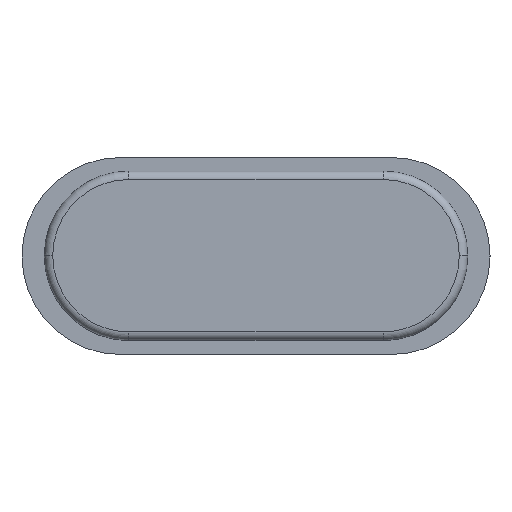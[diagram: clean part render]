
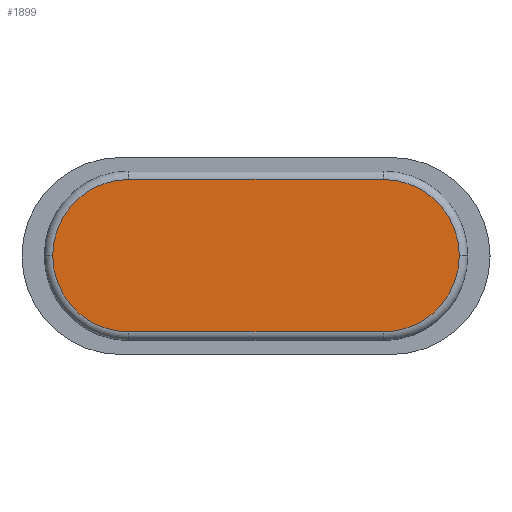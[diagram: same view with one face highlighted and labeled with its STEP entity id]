
A CAD part, top view. The second image highlights one B-rep face of the part: STEP entity #1899.
In plain terms, the highlighted planar face has unit normal (0, 0, 1).
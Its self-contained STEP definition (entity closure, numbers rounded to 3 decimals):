
#1899 = ADVANCED_FACE('',(#1900),#1914,.T.);
#1900 = FACE_BOUND('',#1901,.T.);
#1901 = EDGE_LOOP('',(#1902,#1925,#1946,#1967,#1983,#2004));
#1902 = ORIENTED_EDGE('',*,*,#1903,.F.);
#1903 = EDGE_CURVE('',#1904,#1906,#1908,.T.);
#1904 = VERTEX_POINT('',#1905);
#1905 = CARTESIAN_POINT('',(-0.56,1.8,4.1));
#1906 = VERTEX_POINT('',#1907);
#1907 = CARTESIAN_POINT('',(5.44,1.8,4.1));
#1908 = SURFACE_CURVE('',#1909,(#1913),.PCURVE_S1.);
#1909 = LINE('',#1910,#1911);
#1910 = CARTESIAN_POINT('',(-0.56,1.8,4.1));
#1911 = VECTOR('',#1912,1.);
#1912 = DIRECTION('',(1.,0.,0.));
#1913 = PCURVE('',#1914,#1919);
#1914 = PLANE('',#1915);
#1915 = AXIS2_PLACEMENT_3D('',#1916,#1917,#1918);
#1916 = CARTESIAN_POINT('',(-0.56,2.,4.1));
#1917 = DIRECTION('',(0.,0.,1.));
#1918 = DIRECTION('',(1.,0.,0.));
#1919 = DEFINITIONAL_REPRESENTATION('',(#1920),#1924);
#1920 = LINE('',#1921,#1922);
#1921 = CARTESIAN_POINT('',(0.,-0.2));
#1922 = VECTOR('',#1923,1.);
#1923 = DIRECTION('',(1.,0.));
#1924 = ( GEOMETRIC_REPRESENTATION_CONTEXT(2) 
PARAMETRIC_REPRESENTATION_CONTEXT() REPRESENTATION_CONTEXT('2D SPACE',''
  ) );
#1925 = ORIENTED_EDGE('',*,*,#1926,.F.);
#1926 = EDGE_CURVE('',#1927,#1904,#1929,.T.);
#1927 = VERTEX_POINT('',#1928);
#1928 = CARTESIAN_POINT('',(-2.36,0.,4.1));
#1929 = SURFACE_CURVE('',#1930,(#1935),.PCURVE_S1.);
#1930 = CIRCLE('',#1931,1.8);
#1931 = AXIS2_PLACEMENT_3D('',#1932,#1933,#1934);
#1932 = CARTESIAN_POINT('',(-0.56,0.,4.1));
#1933 = DIRECTION('',(0.,0.,-1.));
#1934 = DIRECTION('',(-1.,0.,0.));
#1935 = PCURVE('',#1914,#1936);
#1936 = DEFINITIONAL_REPRESENTATION('',(#1937),#1945);
#1937 = ( BOUNDED_CURVE() B_SPLINE_CURVE(2,(#1938,#1939,#1940,#1941,
#1942,#1943,#1944),.UNSPECIFIED.,.T.,.F.) B_SPLINE_CURVE_WITH_KNOTS((1,2
    ,2,2,2,1),(-2.094,0.,2.094,4.189,
6.283,8.378),.UNSPECIFIED.) CURVE() 
GEOMETRIC_REPRESENTATION_ITEM() RATIONAL_B_SPLINE_CURVE((1.,0.5,1.,0.5,
1.,0.5,1.)) REPRESENTATION_ITEM('') );
#1938 = CARTESIAN_POINT('',(-1.8,-2.));
#1939 = CARTESIAN_POINT('',(-1.8,1.118));
#1940 = CARTESIAN_POINT('',(0.9,-0.441));
#1941 = CARTESIAN_POINT('',(3.6,-2.));
#1942 = CARTESIAN_POINT('',(0.9,-3.559));
#1943 = CARTESIAN_POINT('',(-1.8,-5.118));
#1944 = CARTESIAN_POINT('',(-1.8,-2.));
#1945 = ( GEOMETRIC_REPRESENTATION_CONTEXT(2) 
PARAMETRIC_REPRESENTATION_CONTEXT() REPRESENTATION_CONTEXT('2D SPACE',''
  ) );
#1946 = ORIENTED_EDGE('',*,*,#1947,.F.);
#1947 = EDGE_CURVE('',#1948,#1927,#1950,.T.);
#1948 = VERTEX_POINT('',#1949);
#1949 = CARTESIAN_POINT('',(-0.56,-1.8,4.1));
#1950 = SURFACE_CURVE('',#1951,(#1956),.PCURVE_S1.);
#1951 = CIRCLE('',#1952,1.8);
#1952 = AXIS2_PLACEMENT_3D('',#1953,#1954,#1955);
#1953 = CARTESIAN_POINT('',(-0.56,0.,4.1));
#1954 = DIRECTION('',(0.,-0.,-1.));
#1955 = DIRECTION('',(0.,-1.,0.));
#1956 = PCURVE('',#1914,#1957);
#1957 = DEFINITIONAL_REPRESENTATION('',(#1958),#1966);
#1958 = ( BOUNDED_CURVE() B_SPLINE_CURVE(2,(#1959,#1960,#1961,#1962,
#1963,#1964,#1965),.UNSPECIFIED.,.T.,.F.) B_SPLINE_CURVE_WITH_KNOTS((1,2
    ,2,2,2,1),(-2.094,0.,2.094,4.189,
6.283,8.378),.UNSPECIFIED.) CURVE() 
GEOMETRIC_REPRESENTATION_ITEM() RATIONAL_B_SPLINE_CURVE((1.,0.5,1.,0.5,
1.,0.5,1.)) REPRESENTATION_ITEM('') );
#1959 = CARTESIAN_POINT('',(0.,-3.8));
#1960 = CARTESIAN_POINT('',(-3.118,-3.8));
#1961 = CARTESIAN_POINT('',(-1.559,-1.1));
#1962 = CARTESIAN_POINT('',(0.,1.6));
#1963 = CARTESIAN_POINT('',(1.559,-1.1));
#1964 = CARTESIAN_POINT('',(3.118,-3.8));
#1965 = CARTESIAN_POINT('',(0.,-3.8));
#1966 = ( GEOMETRIC_REPRESENTATION_CONTEXT(2) 
PARAMETRIC_REPRESENTATION_CONTEXT() REPRESENTATION_CONTEXT('2D SPACE',''
  ) );
#1967 = ORIENTED_EDGE('',*,*,#1968,.F.);
#1968 = EDGE_CURVE('',#1969,#1948,#1971,.T.);
#1969 = VERTEX_POINT('',#1970);
#1970 = CARTESIAN_POINT('',(5.44,-1.8,4.1));
#1971 = SURFACE_CURVE('',#1972,(#1976),.PCURVE_S1.);
#1972 = LINE('',#1973,#1974);
#1973 = CARTESIAN_POINT('',(5.44,-1.8,4.1));
#1974 = VECTOR('',#1975,1.);
#1975 = DIRECTION('',(-1.,0.,0.));
#1976 = PCURVE('',#1914,#1977);
#1977 = DEFINITIONAL_REPRESENTATION('',(#1978),#1982);
#1978 = LINE('',#1979,#1980);
#1979 = CARTESIAN_POINT('',(6.,-3.8));
#1980 = VECTOR('',#1981,1.);
#1981 = DIRECTION('',(-1.,0.));
#1982 = ( GEOMETRIC_REPRESENTATION_CONTEXT(2) 
PARAMETRIC_REPRESENTATION_CONTEXT() REPRESENTATION_CONTEXT('2D SPACE',''
  ) );
#1983 = ORIENTED_EDGE('',*,*,#1984,.F.);
#1984 = EDGE_CURVE('',#1985,#1969,#1987,.T.);
#1985 = VERTEX_POINT('',#1986);
#1986 = CARTESIAN_POINT('',(7.24,0.,4.1));
#1987 = SURFACE_CURVE('',#1988,(#1993),.PCURVE_S1.);
#1988 = CIRCLE('',#1989,1.8);
#1989 = AXIS2_PLACEMENT_3D('',#1990,#1991,#1992);
#1990 = CARTESIAN_POINT('',(5.44,0.,4.1));
#1991 = DIRECTION('',(0.,-0.,-1.));
#1992 = DIRECTION('',(1.,0.,0.));
#1993 = PCURVE('',#1914,#1994);
#1994 = DEFINITIONAL_REPRESENTATION('',(#1995),#2003);
#1995 = ( BOUNDED_CURVE() B_SPLINE_CURVE(2,(#1996,#1997,#1998,#1999,
#2000,#2001,#2002),.UNSPECIFIED.,.T.,.F.) B_SPLINE_CURVE_WITH_KNOTS((1,2
    ,2,2,2,1),(-2.094,0.,2.094,4.189,
6.283,8.378),.UNSPECIFIED.) CURVE() 
GEOMETRIC_REPRESENTATION_ITEM() RATIONAL_B_SPLINE_CURVE((1.,0.5,1.,0.5,
1.,0.5,1.)) REPRESENTATION_ITEM('') );
#1996 = CARTESIAN_POINT('',(7.8,-2.));
#1997 = CARTESIAN_POINT('',(7.8,-5.118));
#1998 = CARTESIAN_POINT('',(5.1,-3.559));
#1999 = CARTESIAN_POINT('',(2.4,-2.));
#2000 = CARTESIAN_POINT('',(5.1,-0.441));
#2001 = CARTESIAN_POINT('',(7.8,1.118));
#2002 = CARTESIAN_POINT('',(7.8,-2.));
#2003 = ( GEOMETRIC_REPRESENTATION_CONTEXT(2) 
PARAMETRIC_REPRESENTATION_CONTEXT() REPRESENTATION_CONTEXT('2D SPACE',''
  ) );
#2004 = ORIENTED_EDGE('',*,*,#2005,.F.);
#2005 = EDGE_CURVE('',#1906,#1985,#2006,.T.);
#2006 = SURFACE_CURVE('',#2007,(#2012),.PCURVE_S1.);
#2007 = CIRCLE('',#2008,1.8);
#2008 = AXIS2_PLACEMENT_3D('',#2009,#2010,#2011);
#2009 = CARTESIAN_POINT('',(5.44,0.,4.1));
#2010 = DIRECTION('',(0.,0.,-1.));
#2011 = DIRECTION('',(0.,1.,0.));
#2012 = PCURVE('',#1914,#2013);
#2013 = DEFINITIONAL_REPRESENTATION('',(#2014),#2022);
#2014 = ( BOUNDED_CURVE() B_SPLINE_CURVE(2,(#2015,#2016,#2017,#2018,
#2019,#2020,#2021),.UNSPECIFIED.,.T.,.F.) B_SPLINE_CURVE_WITH_KNOTS((1,2
    ,2,2,2,1),(-2.094,0.,2.094,4.189,
6.283,8.378),.UNSPECIFIED.) CURVE() 
GEOMETRIC_REPRESENTATION_ITEM() RATIONAL_B_SPLINE_CURVE((1.,0.5,1.,0.5,
1.,0.5,1.)) REPRESENTATION_ITEM('') );
#2015 = CARTESIAN_POINT('',(6.,-0.2));
#2016 = CARTESIAN_POINT('',(9.118,-0.2));
#2017 = CARTESIAN_POINT('',(7.559,-2.9));
#2018 = CARTESIAN_POINT('',(6.,-5.6));
#2019 = CARTESIAN_POINT('',(4.441,-2.9));
#2020 = CARTESIAN_POINT('',(2.882,-0.2));
#2021 = CARTESIAN_POINT('',(6.,-0.2));
#2022 = ( GEOMETRIC_REPRESENTATION_CONTEXT(2) 
PARAMETRIC_REPRESENTATION_CONTEXT() REPRESENTATION_CONTEXT('2D SPACE',''
  ) );
